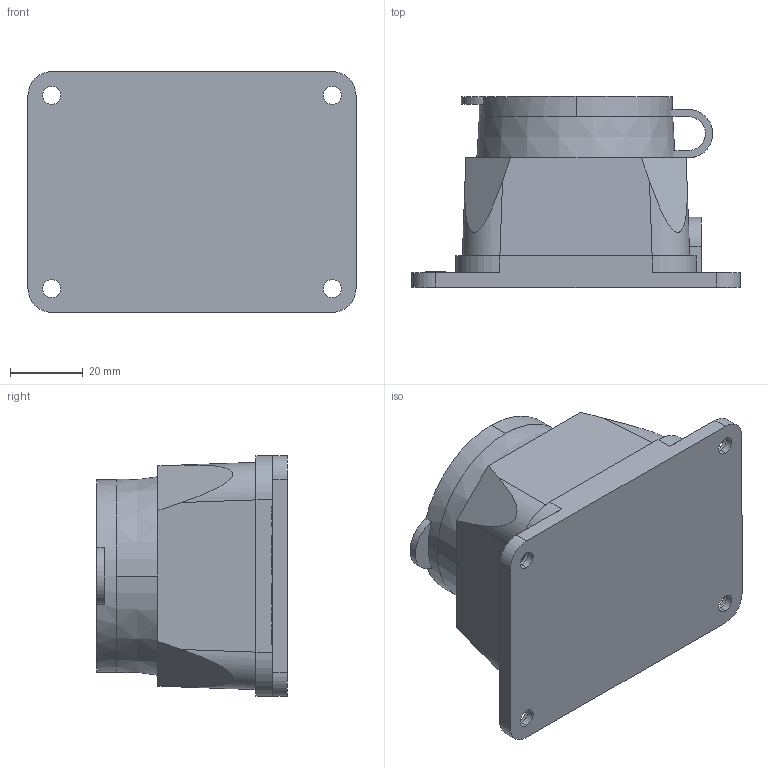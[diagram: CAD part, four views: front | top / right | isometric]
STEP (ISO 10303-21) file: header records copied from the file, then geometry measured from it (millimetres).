
FILE_DESCRIPTION (( 'STEP AP214' ), '1' );
FILE_NAME ('PKR11-016-2-K02 ÐÁ13-1-0ì Ðîçåòêà ñ çàùèòíîé êðûøêîé íàñòåííàÿ ÎÌÅÃÀ IP44.STEP', '2017-01-16T08:03:49', ( '' ), ( '' ), 'SwSTEP 2.0', 'SolidWorks 2014', '' );
FILE_SCHEMA (( 'AUTOMOTIVE_DESIGN' ));
Length unit declared in the file: millimetre
Products named in the file (1): PKR11-016-2-K02 ÐÁ13-1-0ì Ðîçåòêà ñ çàùèòíîé êðûøêîé íàñòåííàÿ ÎÌÅÃÀ IP44
Bounding box: 90 x 52.3 x 66 mm (x, y, z)
Volume: 77568.2 mm3; surface area: 56448.7 mm2
Topology: 7 solids, 7 shells, 1138 faces, 3020 edges, 1976 vertices
Faces by surface type: plane 726, cylinder 183, bspline 170, cone 49, sphere 6, torus 4
Entity records: 44059 total; most frequent: CARTESIAN_POINT 16537, ORIENTED_EDGE 6028, DIRECTION 5049, EDGE_CURVE 3014, VECTOR 2063, LINE 2063, VERTEX_POINT 1976, AXIS2_PLACEMENT_3D 1493
